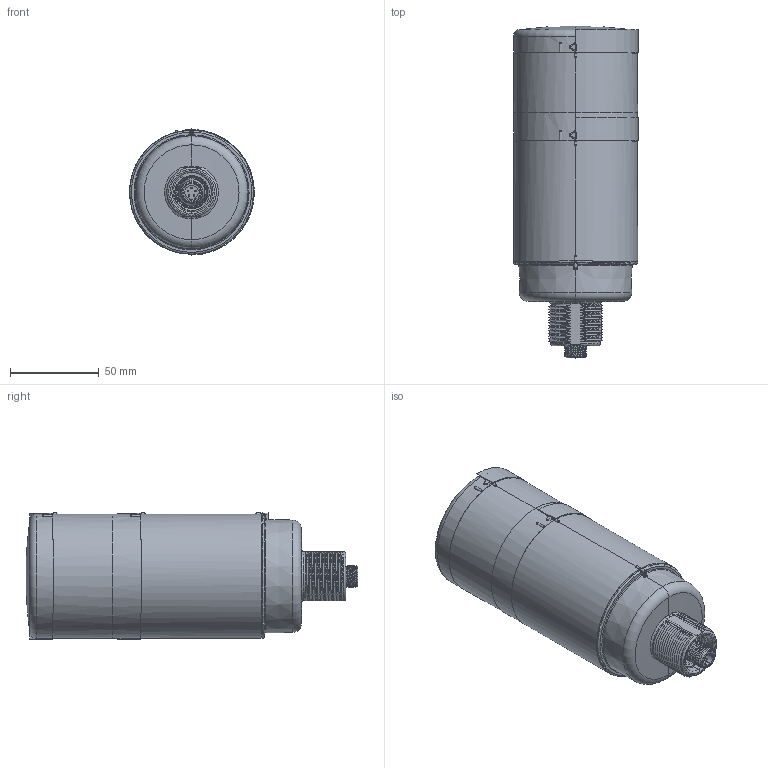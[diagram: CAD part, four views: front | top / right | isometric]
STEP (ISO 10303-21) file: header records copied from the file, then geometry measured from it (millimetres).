
FILE_DESCRIPTION((''),'2;1');
FILE_NAME('191406_ASM','2021-07-16T13:05:19',('PDMAdmin'),('BANNER ENGINEERING'),'CREO PARAMETRIC BY PTC INC, 2019292','CREO PARAMETRIC BY PTC INC, 2019292','');
FILE_SCHEMA(('CONFIG_CONTROL_DESIGN'));
Length unit declared in the file: millimetre
Products named in the file (8): 180077; 190540; 191171; 30498; 183492; 183493; 218515; 191406_ASM
Assembly tree (7 placements, depth 2):
  191406_ASM
    180077
    190540
    191171
    30498
    183492
    183493
    218515
Bounding box: 70.5 x 187.5 x 71.25 mm (x, y, z)
Volume: 163361.5 mm3; surface area: 113919.5 mm2
Topology: 7 solids, 9 shells, 1744 faces, 4159 edges, 2458 vertices
Faces by surface type: bspline 555, cylinder 469, plane 300, torus 165, cone 152, sphere 103
Entity records: 101525 total; most frequent: CARTESIAN_POINT 65297, ORIENTED_EDGE 8298, DIRECTION 6527, EDGE_CURVE 4153, AXIS2_PLACEMENT_3D 2745, VERTEX_POINT 2458, EDGE_LOOP 1823, FACE_OUTER_BOUND 1744
